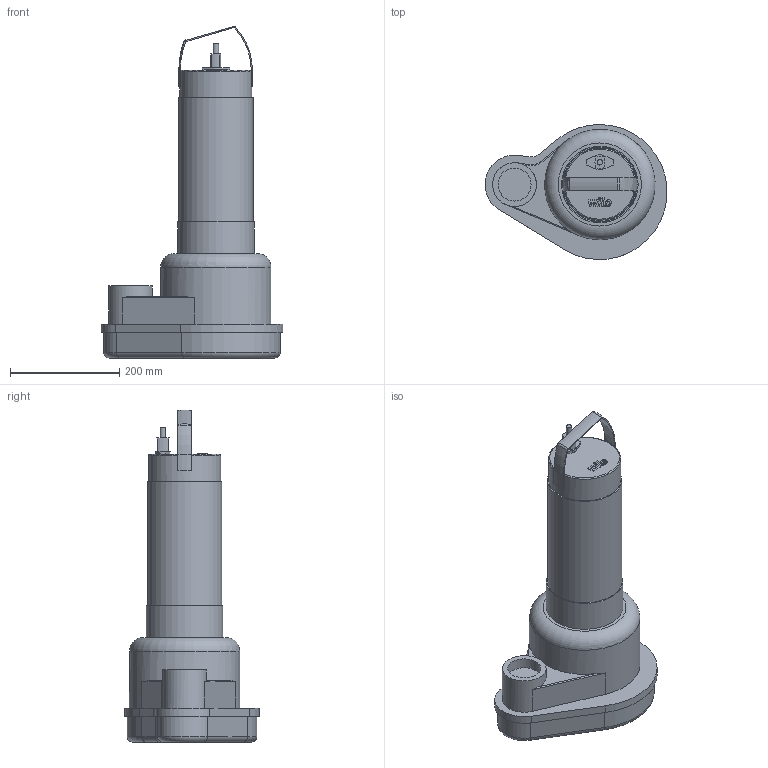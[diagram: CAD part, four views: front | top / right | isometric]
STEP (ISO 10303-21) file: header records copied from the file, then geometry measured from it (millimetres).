
FILE_DESCRIPTION(/* description */ (''),/* implementation_level */ '2;1');
FILE_NAME(/* name */ '3d_PadusUNIM05_T25-540_A2''''1_2KIT-6084816.stp',/* time_stamp */ '2019-05-10T07:56:44+02:00',/* author */ ('Andrzej'),/* organization */ (''),/* preprocessor_version */ 'ST-DEVELOPER v16.13',/* originating_system */ 'AutoCAD Mechanical',/* authorisation */ '');
FILE_SCHEMA (('AUTOMOTIVE_DESIGN { 1 0 10303 214 3 1 1 }'));
Length unit declared in the file: millimetre
Products named in the file (1): Product
Bounding box: 332.71 x 246.87 x 607.17 mm (x, y, z)
Volume: 12773854.1 mm3; surface area: 450952.5 mm2
Topology: 7 solids, 7 shells, 137 faces, 338 edges, 221 vertices
Faces by surface type: plane 66, cylinder 33, bspline 30, torus 8
Full cylindrical faces by diameter (mm): 10 x1, 60.3 x2, 80 x1, 132 x1, 136 x1, 140 x1, 202 x1
Entity records: 4204 total; most frequent: CARTESIAN_POINT 1087, ORIENTED_EDGE 648, DIRECTION 581, EDGE_CURVE 324, VERTEX_POINT 217, AXIS2_PLACEMENT_3D 201, LINE 179, VECTOR 179
